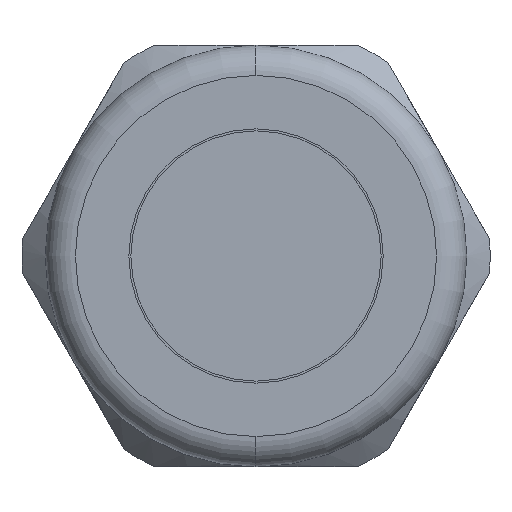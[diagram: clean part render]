
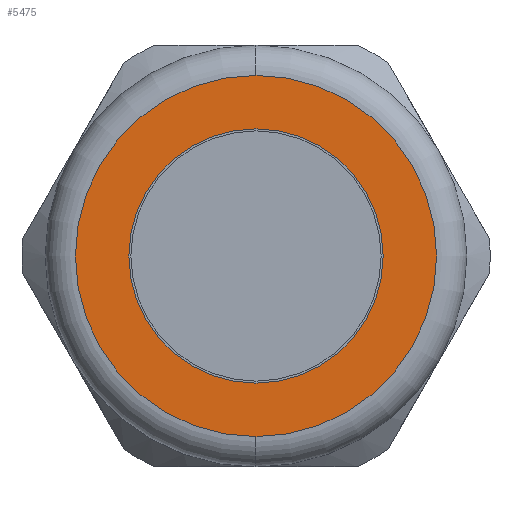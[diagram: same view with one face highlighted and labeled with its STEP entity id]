
A CAD part, left-side view. The second image highlights one B-rep face of the part: STEP entity #5475.
In plain terms, the highlighted planar face has unit normal (-1, 0, 0).
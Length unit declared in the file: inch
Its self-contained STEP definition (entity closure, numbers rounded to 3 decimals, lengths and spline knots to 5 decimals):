
#922 = DIRECTION ( 'NONE',  ( 0., 0., 1. ) ) ;
#923 = DIRECTION ( 'NONE',  ( -1., 0., 0. ) ) ;
#924 = CARTESIAN_POINT ( 'NONE',  ( -2.2, 0., 0. ) ) ;
#925 = AXIS2_PLACEMENT_3D ( 'NONE', #924, #923, #922 ) ;
#930 = CIRCLE ( 'NONE', #925, 0.895 ) ;
#933 = CARTESIAN_POINT ( 'NONE',  ( -2.2, 0., 0.895 ) ) ;
#948 = CARTESIAN_POINT ( 'NONE',  ( -2.2, 0., -0.895 ) ) ;
#979 = DIRECTION ( 'NONE',  ( 0., 0., -1. ) ) ;
#980 = DIRECTION ( 'NONE',  ( 1., 0., 0. ) ) ;
#981 = CARTESIAN_POINT ( 'NONE',  ( -2.2, 0., 0. ) ) ;
#982 = AXIS2_PLACEMENT_3D ( 'NONE', #981, #980, #979 ) ;
#983 = CIRCLE ( 'NONE', #982, 0.63 ) ;
#984 = CARTESIAN_POINT ( 'NONE',  ( -2.2, 0., 0.63 ) ) ;
#1000 = CARTESIAN_POINT ( 'NONE',  ( -2.2, 0., -0.63 ) ) ;
#3028 = DIRECTION ( 'NONE',  ( 0., 0., 1. ) ) ;
#3029 = DIRECTION ( 'NONE',  ( -1., 0., 0. ) ) ;
#3030 = AXIS2_PLACEMENT_3D ( 'NONE', #3037, #3029, #3028 ) ;
#3031 = CIRCLE ( 'NONE', #3030, 0.895 ) ;
#3037 = CARTESIAN_POINT ( 'NONE',  ( -2.2, 0., 0. ) ) ;
#3105 = DIRECTION ( 'NONE',  ( 0., 0., 1. ) ) ;
#3106 = DIRECTION ( 'NONE',  ( -1., 0., 0. ) ) ;
#3107 = CARTESIAN_POINT ( 'NONE',  ( -2.2, 1.045, 0. ) ) ;
#3108 = AXIS2_PLACEMENT_3D ( 'NONE', #3107, #3106, #3105 ) ;
#3109 = PLANE ( 'NONE',  #3108 ) ;
#3110 = FACE_BOUND ( 'NONE', #5446, .T. ) ;
#3111 = FACE_OUTER_BOUND ( 'NONE', #5395, .T. ) ;
#3743 = DIRECTION ( 'NONE',  ( 0., 0., -1. ) ) ;
#3744 = DIRECTION ( 'NONE',  ( 1., 0., 0. ) ) ;
#3745 = CARTESIAN_POINT ( 'NONE',  ( -2.2, 0., 0. ) ) ;
#3746 = AXIS2_PLACEMENT_3D ( 'NONE', #3745, #3744, #3743 ) ;
#3747 = CIRCLE ( 'NONE', #3746, 0.63 ) ;
#4255 = VERTEX_POINT ( 'NONE', #933 ) ;
#4258 = EDGE_CURVE ( 'NONE', #4255, #4284, #930, .T. ) ;
#4284 = VERTEX_POINT ( 'NONE', #948 ) ;
#4290 = VERTEX_POINT ( 'NONE', #1000 ) ;
#4301 = VERTEX_POINT ( 'NONE', #984 ) ;
#4302 = EDGE_CURVE ( 'NONE', #4301, #4290, #983, .T. ) ;
#5384 = ORIENTED_EDGE ( 'NONE', *, *, #4258, .T. ) ;
#5395 = EDGE_LOOP ( 'NONE', ( #5384, #5457 ) ) ;
#5446 = EDGE_LOOP ( 'NONE', ( #5809, #5815 ) ) ;
#5456 = EDGE_CURVE ( 'NONE', #4284, #4255, #3031, .T. ) ;
#5457 = ORIENTED_EDGE ( 'NONE', *, *, #5456, .T. ) ;
#5475 = ADVANCED_FACE ( 'NONE', ( #3111, #3110 ), #3109, .T. ) ;
#5809 = ORIENTED_EDGE ( 'NONE', *, *, #5814, .T. ) ;
#5814 = EDGE_CURVE ( 'NONE', #4290, #4301, #3747, .T. ) ;
#5815 = ORIENTED_EDGE ( 'NONE', *, *, #4302, .T. ) ;
